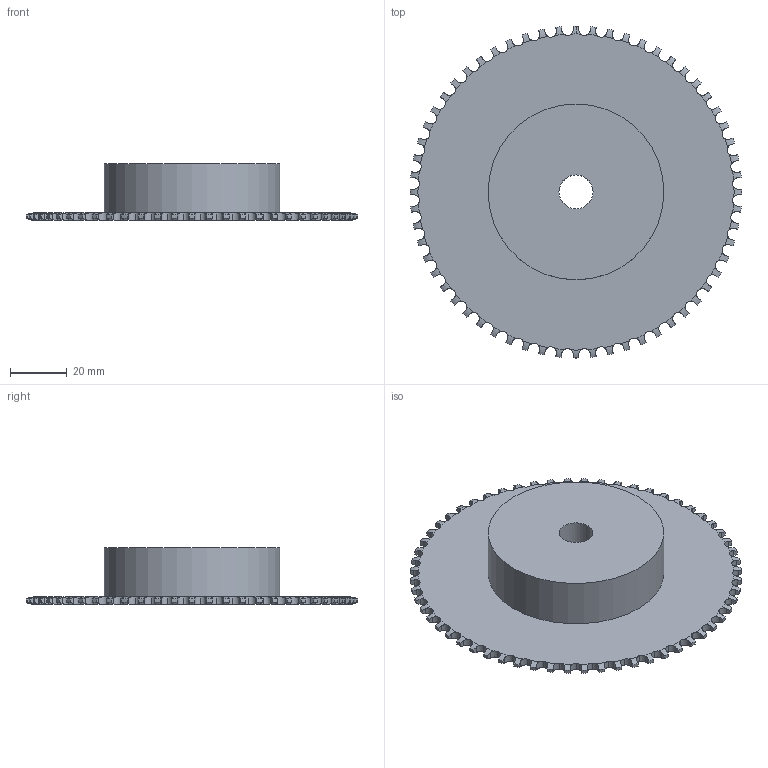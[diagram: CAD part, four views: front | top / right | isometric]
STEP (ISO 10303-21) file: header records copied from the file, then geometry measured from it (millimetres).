
FILE_DESCRIPTION(('FreeCAD Model'),'2;1');
FILE_NAME('Open CASCADE Shape Model','2021-02-25T16:01:35',( 'Simone Bignetti'),(''),'Open CASCADE STEP processor 7.4','FreeCAD', 'Unknown');
FILE_SCHEMA(('AUTOMOTIVE_DESIGN { 1 0 10303 214 1 1 1 1 }'));
Products named in the file (1): Hole
Bounding box: 117.1 x 117.1 x 20 mm (x, y, z)
Volume: 76354.7 mm3; surface area: 25469.2 mm2
Topology: 1 solids, 1 shells, 427 faces, 1272 edges, 848 vertices
Faces by surface type: cylinder 302, revolution 122, plane 3
Full cylindrical faces by diameter (mm): 12 x1, 62 x1
Entity records: 47835 total; most frequent: CARTESIAN_POINT 25152, DIRECTION 3541, ORIENTED_EDGE 2544, PCURVE 2544, DEFINITIONAL_REPRESENTATION 2544, B_SPLINE_CURVE_WITH_KNOTS 1560, LINE 1400, VECTOR 1400
